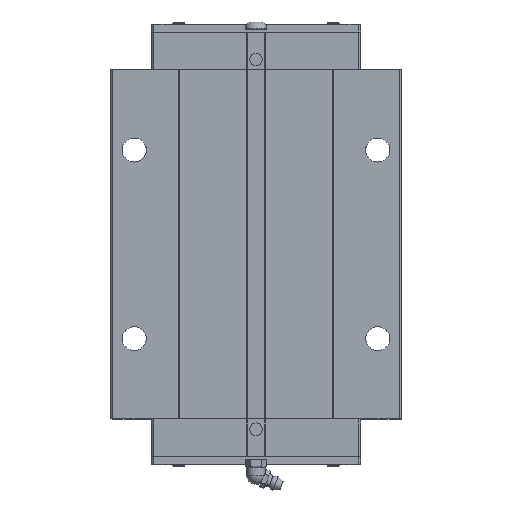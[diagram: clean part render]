
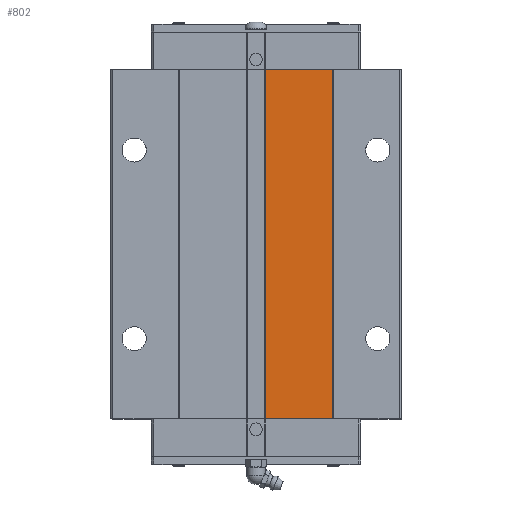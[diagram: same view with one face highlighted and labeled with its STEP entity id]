
A CAD part, top view. The second image highlights one B-rep face of the part: STEP entity #802.
In plain terms, the highlighted planar face has unit normal (0, 0, 1).
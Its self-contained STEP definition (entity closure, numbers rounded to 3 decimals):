
#802=ADVANCED_FACE('',(#1693),#1694,.F.);
#1693=FACE_OUTER_BOUND('',#2664,.T.);
#1694=PLANE('',#2665);
#2664=EDGE_LOOP('',(#5070,#5071,#5072,#5073));
#2665=AXIS2_PLACEMENT_3D('',#5074,#5075,#5076);
#5070=ORIENTED_EDGE('',*,*,#6638,.T.);
#5071=ORIENTED_EDGE('',*,*,#6576,.F.);
#5072=ORIENTED_EDGE('',*,*,#6640,.F.);
#5073=ORIENTED_EDGE('',*,*,#6617,.F.);
#5074=CARTESIAN_POINT('',(0.0,331.901,89.5));
#5075=DIRECTION('',(0.0,0.0,-1.0));
#5076=DIRECTION('',(1.0,0.0,0.0));
#6576=EDGE_CURVE('',#8095,#8097,#8098,.T.);
#6617=EDGE_CURVE('',#8167,#8169,#8170,.T.);
#6638=EDGE_CURVE('',#8167,#8097,#8200,.T.);
#6640=EDGE_CURVE('',#8169,#8095,#8202,.T.);
#8095=VERTEX_POINT('',#10603);
#8097=VERTEX_POINT('',#10606);
#8098=LINE('',#10607,#10608);
#8167=VERTEX_POINT('',#10711);
#8169=VERTEX_POINT('',#10714);
#8170=LINE('',#10715,#10716);
#8200=LINE('',#10760,#10761);
#8202=LINE('',#10763,#10764);
#10603=CARTESIAN_POINT('',(44.75,26.501,89.5));
#10606=CARTESIAN_POINT('',(5.5,26.501,89.5));
#10607=CARTESIAN_POINT('',(0.,26.501,89.5));
#10608=VECTOR('',#12029,1.0);
#10711=CARTESIAN_POINT('',(5.5,230.101,89.5));
#10714=CARTESIAN_POINT('',(44.75,230.101,89.5));
#10715=CARTESIAN_POINT('',(0.0,230.101,89.5));
#10716=VECTOR('',#12065,1.0);
#10760=CARTESIAN_POINT('',(5.5,281.001,89.5));
#10761=VECTOR('',#12086,1.0);
#10763=CARTESIAN_POINT('',(44.75,331.901,89.5));
#10764=VECTOR('',#12087,1.0);
#12029=DIRECTION('',(-1.0,-0.0,-0.0));
#12065=DIRECTION('',(1.0,0.0,0.0));
#12086=DIRECTION('',(0.0,-1.0,0.0));
#12087=DIRECTION('',(0.0,-1.0,0.0));
